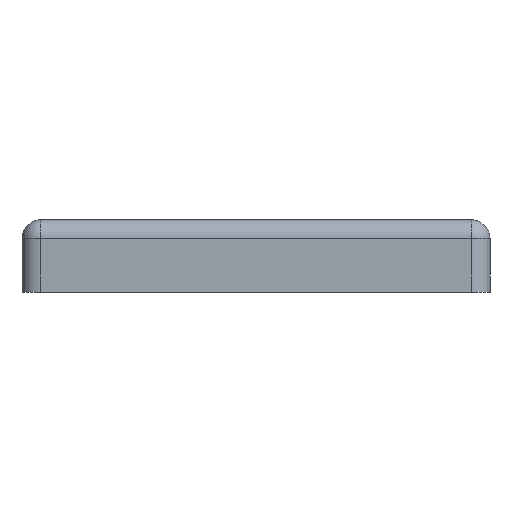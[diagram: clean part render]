
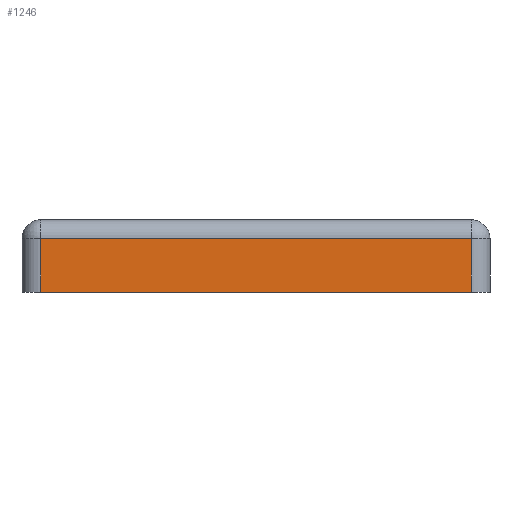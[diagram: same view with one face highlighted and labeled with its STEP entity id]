
A CAD part, front view. The second image highlights one B-rep face of the part: STEP entity #1246.
In plain terms, the highlighted planar face has unit normal (0, -1, 0).
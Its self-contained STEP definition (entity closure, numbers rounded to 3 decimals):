
#57=PLANE('',#1400);
#112=FACE_OUTER_BOUND('',#180,.T.);
#180=EDGE_LOOP('',(#1141,#1142,#1143,#1144));
#211=LINE('',#1968,#307);
#279=LINE('',#2202,#375);
#290=LINE('',#2245,#386);
#292=LINE('',#2248,#388);
#307=VECTOR('',#1515,10.);
#375=VECTOR('',#1693,10.);
#386=VECTOR('',#1750,10.);
#388=VECTOR('',#1754,10.);
#526=VERTEX_POINT('',#1965);
#527=VERTEX_POINT('',#1967);
#585=VERTEX_POINT('',#2199);
#586=VERTEX_POINT('',#2201);
#654=EDGE_CURVE('',#526,#527,#211,.T.);
#758=EDGE_CURVE('',#585,#586,#279,.T.);
#780=EDGE_CURVE('',#526,#586,#290,.T.);
#782=EDGE_CURVE('',#527,#585,#292,.T.);
#1141=ORIENTED_EDGE('',*,*,#758,.F.);
#1142=ORIENTED_EDGE('',*,*,#782,.F.);
#1143=ORIENTED_EDGE('',*,*,#654,.F.);
#1144=ORIENTED_EDGE('',*,*,#780,.T.);
#1246=ADVANCED_FACE('',(#112),#57,.T.);
#1400=AXIS2_PLACEMENT_3D('',#2247,#1752,#1753);
#1515=DIRECTION('',(-1.,0.,0.));
#1693=DIRECTION('',(1.,0.,0.));
#1750=DIRECTION('',(0.,0.,1.));
#1752=DIRECTION('center_axis',(0.,-1.,0.));
#1753=DIRECTION('ref_axis',(1.,0.,0.));
#1754=DIRECTION('',(0.,0.,1.));
#1965=CARTESIAN_POINT('',(43.8,-4.,-12.9));
#1967=CARTESIAN_POINT('',(-2.,-4.,-12.9));
#1968=CARTESIAN_POINT('',(43.8,-4.,-12.9));
#2199=CARTESIAN_POINT('',(-2.,-4.,-7.2));
#2201=CARTESIAN_POINT('',(43.8,-4.,-7.2));
#2202=CARTESIAN_POINT('',(9.45,-4.,-7.2));
#2245=CARTESIAN_POINT('',(43.8,-4.,-12.9));
#2247=CARTESIAN_POINT('Origin',(-2.,-4.,-12.9));
#2248=CARTESIAN_POINT('',(-2.,-4.,-12.9));
